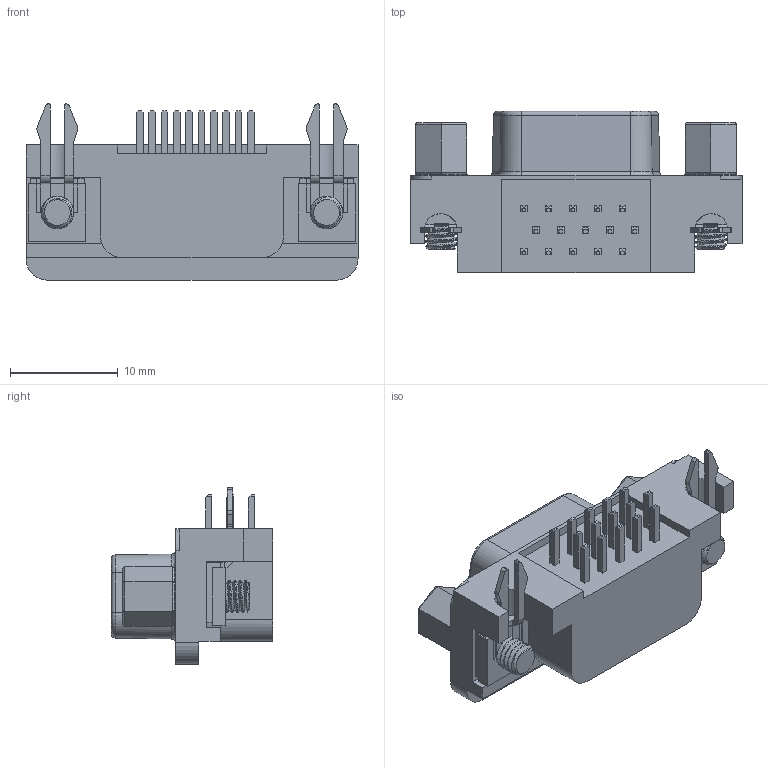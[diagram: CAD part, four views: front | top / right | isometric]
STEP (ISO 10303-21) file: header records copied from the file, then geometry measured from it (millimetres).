
FILE_DESCRIPTION((''),'2;1');
FILE_NAME('PRT0002','2020-06-28T',('gongcheng6'),(''),'PRO/ENGINEER BY PARAMETRIC TECHNOLOGY CORPORATION, 2010280','PRO/ENGINEER BY PARAMETRIC TECHNOLOGY CORPORATION, 2010280','');
FILE_SCHEMA(('CONFIG_CONTROL_DESIGN'));
Length unit declared in the file: millimetre
Products named in the file (1): PRT0002
Bounding box: 30.81 x 14.95 x 16.36 mm (x, y, z)
Volume: 3106.8 mm3; surface area: 2937.7 mm2
Topology: 1 solids, 3 shells, 679 faces, 1848 edges, 1210 vertices
Faces by surface type: plane 363, cylinder 212, bspline 51, cone 42, torus 11
Entity records: 30956 total; most frequent: CARTESIAN_POINT 14233, ORIENTED_EDGE 3696, DIRECTION 3128, EDGE_CURVE 1848, VERTEX_POINT 1210, VECTOR 1162, LINE 1162, AXIS2_PLACEMENT_3D 983
